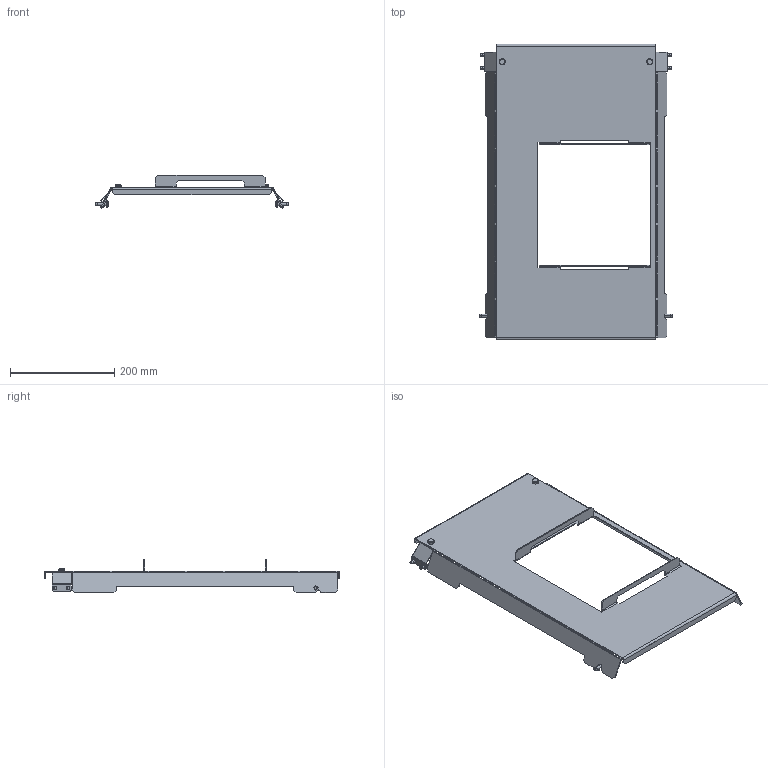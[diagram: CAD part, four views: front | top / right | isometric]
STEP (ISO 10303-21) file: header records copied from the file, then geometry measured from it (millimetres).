
FILE_DESCRIPTION(('STEP AP214'),'1');
FILE_NAME('cctmp_DA9CDE87-0954-407D-AE30-85F8A83754A6_2024_06_07_11_28_40_0199..stp','2024-06-07T09:28:40',('SIEMENS A&D'),('CADClick - www.CADClick.com'),'Spatial InterOp 3D',' ','unknown authorization');
FILE_SCHEMA(('AUTOMOTIVE_DESIGN'));
Length unit declared in the file: millimetre
Products named in the file (12): cc_unnamed; 2024_06_07_11_28_40_0176; 2024_06_07_11_28_40_0136; 2024_06_07_11_28_40_0095; 2024_06_07_11_28_40_0055; 2024_06_07_11_28_40_0014; 2024_06_07_11_28_39_0973; 2024_06_07_11_28_39_0933; 2024_06_07_11_28_39_0892; 2024_06_07_11_28_39_0851; 2024_06_07_11_28_39_0811; 2024_06_07_11_28_39_0770
Assembly tree (11 placements, depth 2):
  cc_unnamed
    2024_06_07_11_28_40_0176
    2024_06_07_11_28_40_0136
    2024_06_07_11_28_40_0095
    2024_06_07_11_28_40_0055
    2024_06_07_11_28_40_0014
    2024_06_07_11_28_39_0973
    2024_06_07_11_28_39_0933
    2024_06_07_11_28_39_0892
    2024_06_07_11_28_39_0851
    2024_06_07_11_28_39_0811
    2024_06_07_11_28_39_0770
Bounding box: 370 x 568 x 64.63 mm (x, y, z)
Volume: 353010.3 mm3; surface area: 365335.5 mm2
Topology: 11 solids, 11 shells, 306 faces, 782 edges, 504 vertices
Faces by surface type: plane 188, cylinder 86, cone 32
Entity records: 12139 total; most frequent: DIRECTION 1678, CARTESIAN_POINT 1604, ORIENTED_EDGE 1564, EDGE_CURVE 782, AXIS2_PLACEMENT_3D 578, LINE 522, VECTOR 522, VERTEX_POINT 504
